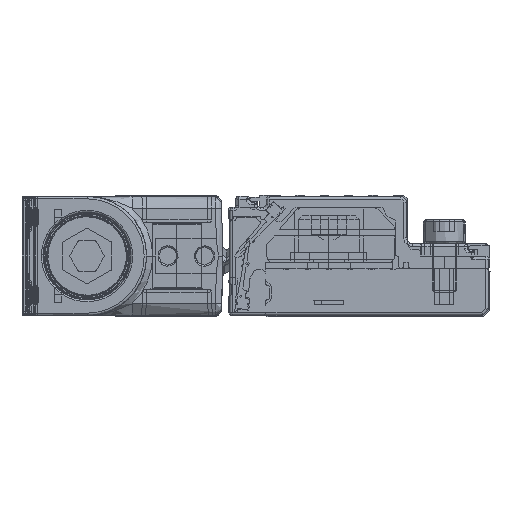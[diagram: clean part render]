
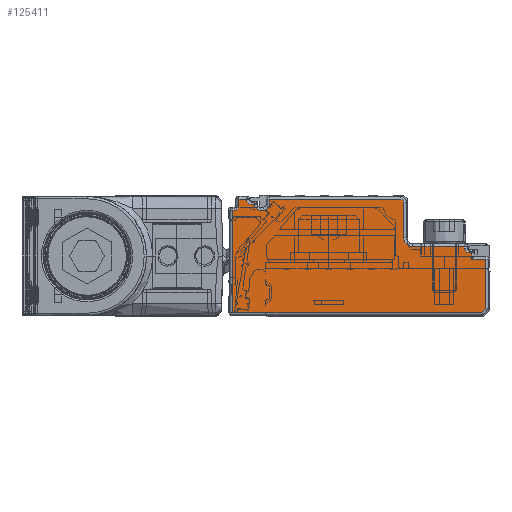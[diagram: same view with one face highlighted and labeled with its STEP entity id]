
A CAD part, left-side view. The second image highlights one B-rep face of the part: STEP entity #125411.
In plain terms, the highlighted planar face has unit normal (-1, 0, 0).
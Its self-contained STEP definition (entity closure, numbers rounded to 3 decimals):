
#125129=AXIS2_PLACEMENT_3D('Circle Axis2P3D',#125127,#125128,$) ;
#125268=AXIS2_PLACEMENT_3D('Plane Axis2P3D',#125265,#125266,#125267) ;
#125291=AXIS2_PLACEMENT_3D('Circle Axis2P3D',#125289,#125290,$) ;
#125305=AXIS2_PLACEMENT_3D('Circle Axis2P3D',#125303,#125304,$) ;
#125326=AXIS2_PLACEMENT_3D('Circle Axis2P3D',#125324,#125325,$) ;
#125340=AXIS2_PLACEMENT_3D('Circle Axis2P3D',#125338,#125339,$) ;
#125354=AXIS2_PLACEMENT_3D('Circle Axis2P3D',#125352,#125353,$) ;
#125375=AXIS2_PLACEMENT_3D('Circle Axis2P3D',#125373,#125374,$) ;
#121028=CARTESIAN_POINT('Vertex',(-3178.,42.3,-7.3)) ;
#121031=CARTESIAN_POINT('Line Origine',(-3178.,42.3,2.)) ;
#121035=CARTESIAN_POINT('Vertex',(-3178.,42.3,9.5)) ;
#121359=CARTESIAN_POINT('Vertex',(-3178.,1.407,-7.3)) ;
#121362=CARTESIAN_POINT('Line Origine',(-3178.,23.168,-7.3)) ;
#121399=CARTESIAN_POINT('Vertex',(-3178.,0.7,-6.593)) ;
#121402=CARTESIAN_POINT('Line Origine',(-3178.,-1.246,-4.646)) ;
#121439=CARTESIAN_POINT('Vertex',(-3178.,0.7,1.5)) ;
#121442=CARTESIAN_POINT('Line Origine',(-3178.,0.7,2.)) ;
#125044=CARTESIAN_POINT('Vertex',(-3178.,3.,2.5)) ;
#125100=CARTESIAN_POINT('Vertex',(-3178.,3.4,2.5)) ;
#125103=CARTESIAN_POINT('Line Origine',(-3178.,21.5,2.5)) ;
#125124=CARTESIAN_POINT('Vertex',(-3178.,4.2,3.3)) ;
#125127=CARTESIAN_POINT('Axis2P3D Location',(-3178.,3.4,3.3)) ;
#125250=CARTESIAN_POINT('Vertex',(-3178.,3.,1.5)) ;
#125253=CARTESIAN_POINT('Line Origine',(-3178.,21.5,1.5)) ;
#125265=CARTESIAN_POINT('Axis2P3D Location',(-3178.,0.2,-7.8)) ;
#125270=CARTESIAN_POINT('Line Origine',(-3178.,3.,2.)) ;
#125275=CARTESIAN_POINT('Line Origine',(-3178.,4.2,3.4)) ;
#125279=CARTESIAN_POINT('Vertex',(-3178.,4.2,3.5)) ;
#125282=CARTESIAN_POINT('Line Origine',(-3178.,8.45,3.5)) ;
#125286=CARTESIAN_POINT('Vertex',(-3178.,12.7,3.5)) ;
#125289=CARTESIAN_POINT('Axis2P3D Location',(-3178.,12.7,5.)) ;
#125293=CARTESIAN_POINT('Vertex',(-3178.,14.2,5.)) ;
#125296=CARTESIAN_POINT('Line Origine',(-3178.,14.2,7.9)) ;
#125300=CARTESIAN_POINT('Vertex',(-3178.,14.2,10.8)) ;
#125303=CARTESIAN_POINT('Axis2P3D Location',(-3178.,14.7,10.8)) ;
#125307=CARTESIAN_POINT('Vertex',(-3178.,14.7,11.3)) ;
#125310=CARTESIAN_POINT('Line Origine',(-3178.,25.5,11.3)) ;
#125314=CARTESIAN_POINT('Vertex',(-3178.,36.3,11.3)) ;
#125317=CARTESIAN_POINT('Line Origine',(-3178.,36.3,10.9)) ;
#125321=CARTESIAN_POINT('Vertex',(-3178.,36.3,10.5)) ;
#125324=CARTESIAN_POINT('Axis2P3D Location',(-3178.,37.3,10.5)) ;
#125328=CARTESIAN_POINT('Vertex',(-3178.,37.3,9.5)) ;
#125331=CARTESIAN_POINT('Line Origine',(-3178.,37.55,9.5)) ;
#125335=CARTESIAN_POINT('Vertex',(-3178.,37.8,9.5)) ;
#125338=CARTESIAN_POINT('Axis2P3D Location',(-3178.,37.8,10.5)) ;
#125342=CARTESIAN_POINT('Vertex',(-3178.,38.8,10.5)) ;
#125345=CARTESIAN_POINT('Line Origine',(-3178.,39.05,10.5)) ;
#125349=CARTESIAN_POINT('Vertex',(-3178.,39.3,10.5)) ;
#125352=CARTESIAN_POINT('Axis2P3D Location',(-3178.,39.3,11.3)) ;
#125356=CARTESIAN_POINT('Vertex',(-3178.,40.1,11.3)) ;
#125359=CARTESIAN_POINT('Line Origine',(-3178.,40.7,11.3)) ;
#125363=CARTESIAN_POINT('Vertex',(-3178.,41.3,11.3)) ;
#125366=CARTESIAN_POINT('Line Origine',(-3178.,41.3,10.8)) ;
#125370=CARTESIAN_POINT('Vertex',(-3178.,41.3,10.3)) ;
#125373=CARTESIAN_POINT('Axis2P3D Location',(-3178.,42.1,10.3)) ;
#125377=CARTESIAN_POINT('Vertex',(-3178.,42.1,9.5)) ;
#125380=CARTESIAN_POINT('Line Origine',(-3178.,42.2,9.5)) ;
#121032=DIRECTION('Vector Direction',(0.,0.,1.)) ;
#121363=DIRECTION('Vector Direction',(0.,1.,0.)) ;
#121403=DIRECTION('Vector Direction',(0.,0.707,-0.707)) ;
#121443=DIRECTION('Vector Direction',(0.,0.,-1.)) ;
#125104=DIRECTION('Vector Direction',(0.,-1.,0.)) ;
#125128=DIRECTION('Axis2P3D Direction',(1.,0.,0.)) ;
#125254=DIRECTION('Vector Direction',(0.,-1.,0.)) ;
#125266=DIRECTION('Axis2P3D Direction',(-1.,0.,0.)) ;
#125267=DIRECTION('Axis2P3D XDirection',(0.,0.,1.)) ;
#125271=DIRECTION('Vector Direction',(0.,0.,1.)) ;
#125276=DIRECTION('Vector Direction',(0.,0.,-1.)) ;
#125283=DIRECTION('Vector Direction',(0.,1.,0.)) ;
#125290=DIRECTION('Axis2P3D Direction',(-1.,0.,0.)) ;
#125297=DIRECTION('Vector Direction',(0.,0.,1.)) ;
#125304=DIRECTION('Axis2P3D Direction',(-1.,0.,0.)) ;
#125311=DIRECTION('Vector Direction',(0.,1.,0.)) ;
#125318=DIRECTION('Vector Direction',(0.,0.,-1.)) ;
#125325=DIRECTION('Axis2P3D Direction',(-1.,0.,0.)) ;
#125332=DIRECTION('Vector Direction',(0.,1.,0.)) ;
#125339=DIRECTION('Axis2P3D Direction',(-1.,0.,0.)) ;
#125346=DIRECTION('Vector Direction',(0.,-1.,0.)) ;
#125353=DIRECTION('Axis2P3D Direction',(-1.,0.,0.)) ;
#125360=DIRECTION('Vector Direction',(0.,1.,0.)) ;
#125367=DIRECTION('Vector Direction',(0.,0.,-1.)) ;
#125374=DIRECTION('Axis2P3D Direction',(-1.,0.,0.)) ;
#125381=DIRECTION('Vector Direction',(0.,1.,0.)) ;
#121033=VECTOR('Line Direction',#121032,1.) ;
#121364=VECTOR('Line Direction',#121363,1.) ;
#121404=VECTOR('Line Direction',#121403,1.) ;
#121444=VECTOR('Line Direction',#121443,1.) ;
#125105=VECTOR('Line Direction',#125104,1.) ;
#125255=VECTOR('Line Direction',#125254,1.) ;
#125272=VECTOR('Line Direction',#125271,1.) ;
#125277=VECTOR('Line Direction',#125276,1.) ;
#125284=VECTOR('Line Direction',#125283,1.) ;
#125298=VECTOR('Line Direction',#125297,1.) ;
#125312=VECTOR('Line Direction',#125311,1.) ;
#125319=VECTOR('Line Direction',#125318,1.) ;
#125333=VECTOR('Line Direction',#125332,1.) ;
#125347=VECTOR('Line Direction',#125346,1.) ;
#125361=VECTOR('Line Direction',#125360,1.) ;
#125368=VECTOR('Line Direction',#125367,1.) ;
#125382=VECTOR('Line Direction',#125381,1.) ;
#125386=ORIENTED_EDGE('',*,*,#125274,.T.) ;
#125387=ORIENTED_EDGE('',*,*,#125107,.T.) ;
#125388=ORIENTED_EDGE('',*,*,#125131,.T.) ;
#125389=ORIENTED_EDGE('',*,*,#125281,.T.) ;
#125390=ORIENTED_EDGE('',*,*,#125288,.T.) ;
#125391=ORIENTED_EDGE('',*,*,#125295,.T.) ;
#125392=ORIENTED_EDGE('',*,*,#125302,.T.) ;
#125393=ORIENTED_EDGE('',*,*,#125309,.T.) ;
#125394=ORIENTED_EDGE('',*,*,#125316,.T.) ;
#125395=ORIENTED_EDGE('',*,*,#125323,.T.) ;
#125396=ORIENTED_EDGE('',*,*,#125330,.T.) ;
#125397=ORIENTED_EDGE('',*,*,#125337,.T.) ;
#125398=ORIENTED_EDGE('',*,*,#125344,.T.) ;
#125399=ORIENTED_EDGE('',*,*,#125351,.T.) ;
#125400=ORIENTED_EDGE('',*,*,#125358,.T.) ;
#125401=ORIENTED_EDGE('',*,*,#125365,.T.) ;
#125402=ORIENTED_EDGE('',*,*,#125372,.T.) ;
#125403=ORIENTED_EDGE('',*,*,#125379,.T.) ;
#125404=ORIENTED_EDGE('',*,*,#125384,.T.) ;
#125405=ORIENTED_EDGE('',*,*,#121037,.T.) ;
#125406=ORIENTED_EDGE('',*,*,#121366,.T.) ;
#125407=ORIENTED_EDGE('',*,*,#121406,.T.) ;
#125408=ORIENTED_EDGE('',*,*,#121446,.T.) ;
#125409=ORIENTED_EDGE('',*,*,#125257,.T.) ;
#125411=ADVANCED_FACE('Brep With Voids',(#125410),#125269,.T.) ;
#125130=CIRCLE('generated circle',#125129,0.8) ;
#125292=CIRCLE('generated circle',#125291,1.5) ;
#125306=CIRCLE('generated circle',#125305,0.5) ;
#125327=CIRCLE('generated circle',#125326,1.) ;
#125341=CIRCLE('generated circle',#125340,1.) ;
#125355=CIRCLE('generated circle',#125354,0.8) ;
#125376=CIRCLE('generated circle',#125375,0.8) ;
#121037=EDGE_CURVE('',#121036,#121029,#121034,.F.) ;
#121366=EDGE_CURVE('',#121029,#121360,#121365,.F.) ;
#121406=EDGE_CURVE('',#121360,#121400,#121405,.F.) ;
#121446=EDGE_CURVE('',#121400,#121440,#121445,.F.) ;
#125107=EDGE_CURVE('',#125045,#125101,#125106,.F.) ;
#125131=EDGE_CURVE('',#125101,#125125,#125130,.T.) ;
#125257=EDGE_CURVE('',#121440,#125251,#125256,.F.) ;
#125274=EDGE_CURVE('',#125251,#125045,#125273,.T.) ;
#125281=EDGE_CURVE('',#125125,#125280,#125278,.F.) ;
#125288=EDGE_CURVE('',#125280,#125287,#125285,.T.) ;
#125295=EDGE_CURVE('',#125287,#125294,#125292,.F.) ;
#125302=EDGE_CURVE('',#125294,#125301,#125299,.T.) ;
#125309=EDGE_CURVE('',#125301,#125308,#125306,.T.) ;
#125316=EDGE_CURVE('',#125308,#125315,#125313,.T.) ;
#125323=EDGE_CURVE('',#125315,#125322,#125320,.T.) ;
#125330=EDGE_CURVE('',#125322,#125329,#125327,.F.) ;
#125337=EDGE_CURVE('',#125329,#125336,#125334,.T.) ;
#125344=EDGE_CURVE('',#125336,#125343,#125341,.F.) ;
#125351=EDGE_CURVE('',#125343,#125350,#125348,.F.) ;
#125358=EDGE_CURVE('',#125350,#125357,#125355,.F.) ;
#125365=EDGE_CURVE('',#125357,#125364,#125362,.T.) ;
#125372=EDGE_CURVE('',#125364,#125371,#125369,.T.) ;
#125379=EDGE_CURVE('',#125371,#125378,#125376,.F.) ;
#125384=EDGE_CURVE('',#125378,#121036,#125383,.T.) ;
#125385=EDGE_LOOP('',(#125386,#125387,#125388,#125389,#125390,#125391,#125392,#125393,#125394,#125395,#125396,#125397,#125398,#125399,#125400,#125401,#125402,#125403,#125404,#125405,#125406,#125407,#125408,#125409)) ;
#125410=FACE_OUTER_BOUND('',#125385,.T.) ;
#121034=LINE('Line',#121031,#121033) ;
#121365=LINE('Line',#121362,#121364) ;
#121405=LINE('Line',#121402,#121404) ;
#121445=LINE('Line',#121442,#121444) ;
#125106=LINE('Line',#125103,#125105) ;
#125256=LINE('Line',#125253,#125255) ;
#125273=LINE('Line',#125270,#125272) ;
#125278=LINE('Line',#125275,#125277) ;
#125285=LINE('Line',#125282,#125284) ;
#125299=LINE('Line',#125296,#125298) ;
#125313=LINE('Line',#125310,#125312) ;
#125320=LINE('Line',#125317,#125319) ;
#125334=LINE('Line',#125331,#125333) ;
#125348=LINE('Line',#125345,#125347) ;
#125362=LINE('Line',#125359,#125361) ;
#125369=LINE('Line',#125366,#125368) ;
#125383=LINE('Line',#125380,#125382) ;
#125269=PLANE('',#125268) ;
#121029=VERTEX_POINT('',#121028) ;
#121036=VERTEX_POINT('',#121035) ;
#121360=VERTEX_POINT('',#121359) ;
#121400=VERTEX_POINT('',#121399) ;
#121440=VERTEX_POINT('',#121439) ;
#125045=VERTEX_POINT('',#125044) ;
#125101=VERTEX_POINT('',#125100) ;
#125125=VERTEX_POINT('',#125124) ;
#125251=VERTEX_POINT('',#125250) ;
#125280=VERTEX_POINT('',#125279) ;
#125287=VERTEX_POINT('',#125286) ;
#125294=VERTEX_POINT('',#125293) ;
#125301=VERTEX_POINT('',#125300) ;
#125308=VERTEX_POINT('',#125307) ;
#125315=VERTEX_POINT('',#125314) ;
#125322=VERTEX_POINT('',#125321) ;
#125329=VERTEX_POINT('',#125328) ;
#125336=VERTEX_POINT('',#125335) ;
#125343=VERTEX_POINT('',#125342) ;
#125350=VERTEX_POINT('',#125349) ;
#125357=VERTEX_POINT('',#125356) ;
#125364=VERTEX_POINT('',#125363) ;
#125371=VERTEX_POINT('',#125370) ;
#125378=VERTEX_POINT('',#125377) ;
